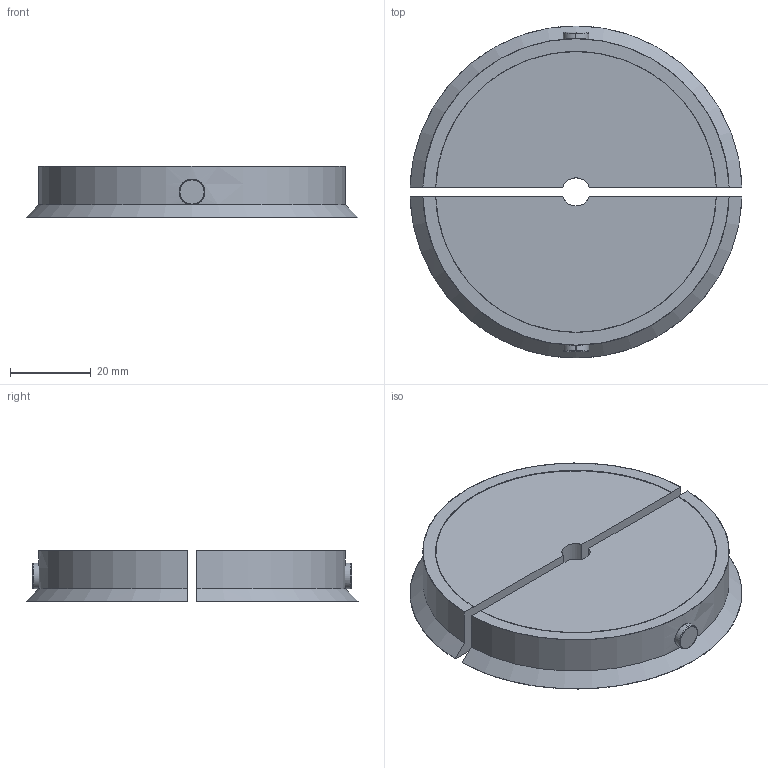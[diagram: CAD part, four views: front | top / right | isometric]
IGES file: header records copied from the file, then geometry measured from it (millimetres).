
Start section: SolidWorks IGES file using analytic representation for surfaces
Global section: file name: 3-DT2P300-000.IGS; native system: SolidWorks 2016; preprocessor: SolidWorks 2016; author: rhilaire; date: 151230.150455; units: inch
Bounding box: 82.39 x 82.42 x 12.7 mm (x, y, z)
Surface area: 14859.3 mm2 (no closed solid volume)
Topology: 0 solids, 0 shells, 28 faces, 600 edges, 598 vertices
Faces by surface type: bspline 16, revolution 12
